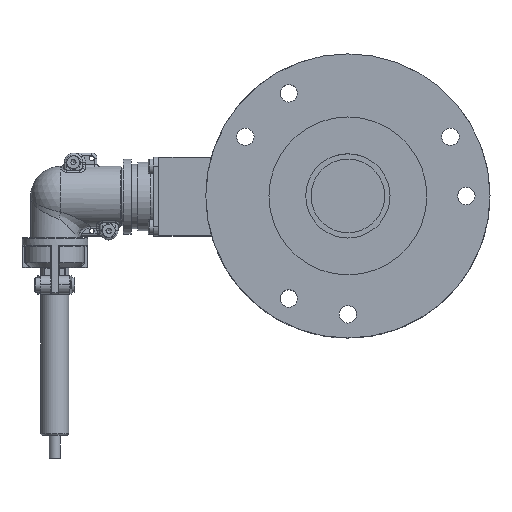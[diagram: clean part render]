
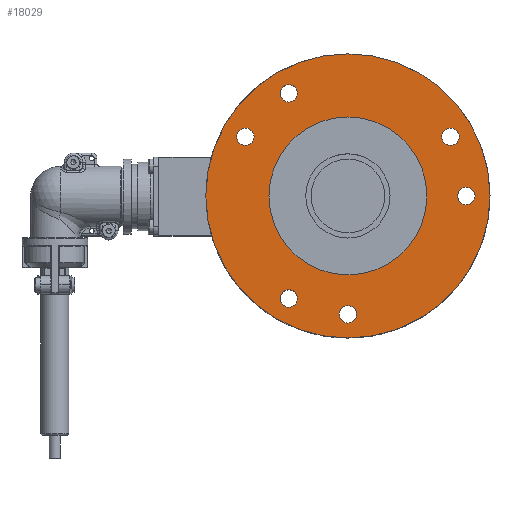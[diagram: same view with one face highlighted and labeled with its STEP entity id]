
A CAD part, top view. The second image highlights one B-rep face of the part: STEP entity #18029.
In plain terms, the highlighted planar face has unit normal (0, 0, 1).
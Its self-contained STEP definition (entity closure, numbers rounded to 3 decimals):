
#463 = CARTESIAN_POINT ( 'NONE',  ( 38.971, 22.5, 4.25 ) ) ;
#1248 = FACE_BOUND ( 'NONE', #18439, .T. ) ;
#1451 = DIRECTION ( 'NONE',  ( 0., -1., 0. ) ) ;
#1658 = EDGE_LOOP ( 'NONE', ( #9274 ) ) ;
#2079 = EDGE_LOOP ( 'NONE', ( #4048 ) ) ;
#2121 = AXIS2_PLACEMENT_3D ( 'NONE', #15932, #5582, #16033 ) ;
#2438 = DIRECTION ( 'NONE',  ( 0., 0., -1. ) ) ;
#2484 = AXIS2_PLACEMENT_3D ( 'NONE', #20083, #4805, #1451 ) ;
#2488 = CARTESIAN_POINT ( 'NONE',  ( -38.971, 19.2, 4.25 ) ) ;
#2510 = ORIENTED_EDGE ( 'NONE', *, *, #19894, .T. ) ;
#2824 = VERTEX_POINT ( 'NONE', #21107 ) ;
#3059 = AXIS2_PLACEMENT_3D ( 'NONE', #9450, #16449, #8013 ) ;
#3252 = EDGE_CURVE ( 'NONE', #12702, #12702, #19063, .T. ) ;
#3312 = AXIS2_PLACEMENT_3D ( 'NONE', #19152, #15496, #3878 ) ;
#3481 = DIRECTION ( 'NONE',  ( 0., -1., 0. ) ) ;
#3663 = DIRECTION ( 'NONE',  ( 0., -1., 0. ) ) ;
#3878 = DIRECTION ( 'NONE',  ( 0., -1., 0. ) ) ;
#4048 = ORIENTED_EDGE ( 'NONE', *, *, #20500, .T. ) ;
#4204 = EDGE_LOOP ( 'NONE', ( #9892 ) ) ;
#4701 = CIRCLE ( 'NONE', #7216, 3.3 ) ;
#4805 = DIRECTION ( 'NONE',  ( 0., 0., -1. ) ) ;
#5110 = CIRCLE ( 'NONE', #17567, 3.3 ) ;
#5158 = DIRECTION ( 'NONE',  ( 0., 0., -1. ) ) ;
#5429 = AXIS2_PLACEMENT_3D ( 'NONE', #8300, #5158, #3481 ) ;
#5582 = DIRECTION ( 'NONE',  ( 0., 0., 1. ) ) ;
#5962 = VERTEX_POINT ( 'NONE', #15976 ) ;
#6371 = EDGE_LOOP ( 'NONE', ( #2510 ) ) ;
#6382 = FACE_BOUND ( 'NONE', #2079, .T. ) ;
#6492 = FACE_OUTER_BOUND ( 'NONE', #21639, .T. ) ;
#6985 = VERTEX_POINT ( 'NONE', #13768 ) ;
#7216 = AXIS2_PLACEMENT_3D ( 'NONE', #463, #14061, #20861 ) ;
#7357 = EDGE_LOOP ( 'NONE', ( #8276 ) ) ;
#7541 = AXIS2_PLACEMENT_3D ( 'NONE', #17596, #12456, #3663 ) ;
#7643 = CARTESIAN_POINT ( 'NONE',  ( 45., -3.3, 4.25 ) ) ;
#7945 = EDGE_LOOP ( 'NONE', ( #11463 ) ) ;
#8013 = DIRECTION ( 'NONE',  ( 0., -1., 0. ) ) ;
#8172 = FACE_BOUND ( 'NONE', #1658, .T. ) ;
#8276 = ORIENTED_EDGE ( 'NONE', *, *, #18218, .F. ) ;
#8300 = CARTESIAN_POINT ( 'NONE',  ( 45., 0., 4.25 ) ) ;
#9274 = ORIENTED_EDGE ( 'NONE', *, *, #3252, .T. ) ;
#9306 = VERTEX_POINT ( 'NONE', #7643 ) ;
#9450 = CARTESIAN_POINT ( 'NONE',  ( 0., -45., 4.25 ) ) ;
#9892 = ORIENTED_EDGE ( 'NONE', *, *, #21726, .T. ) ;
#9969 = VERTEX_POINT ( 'NONE', #16410 ) ;
#11463 = ORIENTED_EDGE ( 'NONE', *, *, #17099, .T. ) ;
#11498 = FACE_BOUND ( 'NONE', #4204, .T. ) ;
#11730 = CIRCLE ( 'NONE', #2121, 30. ) ;
#12208 = CIRCLE ( 'NONE', #3312, 3.3 ) ;
#12456 = DIRECTION ( 'NONE',  ( 0., 0., -1. ) ) ;
#12702 = VERTEX_POINT ( 'NONE', #19594 ) ;
#12811 = DIRECTION ( 'NONE',  ( 0., -1., 0. ) ) ;
#13289 = PLANE ( 'NONE',  #2484 ) ;
#13768 = CARTESIAN_POINT ( 'NONE',  ( -22.5, -42.271, 4.25 ) ) ;
#13909 = AXIS2_PLACEMENT_3D ( 'NONE', #15426, #18535, #20318 ) ;
#14061 = DIRECTION ( 'NONE',  ( 0., 0., -1. ) ) ;
#15426 = CARTESIAN_POINT ( 'NONE',  ( 0., 0., 4.25 ) ) ;
#15496 = DIRECTION ( 'NONE',  ( 0., 0., -1. ) ) ;
#15932 = CARTESIAN_POINT ( 'NONE',  ( 0., 0., 4.25 ) ) ;
#15976 = CARTESIAN_POINT ( 'NONE',  ( 0., 54., 4.25 ) ) ;
#16033 = DIRECTION ( 'NONE',  ( 0., 1., 0. ) ) ;
#16379 = CIRCLE ( 'NONE', #13909, 54. ) ;
#16410 = CARTESIAN_POINT ( 'NONE',  ( 38.971, 19.2, 4.25 ) ) ;
#16449 = DIRECTION ( 'NONE',  ( 0., 0., -1. ) ) ;
#16513 = FACE_BOUND ( 'NONE', #6371, .T. ) ;
#16805 = CIRCLE ( 'NONE', #5429, 3.3 ) ;
#17099 = EDGE_CURVE ( 'NONE', #6985, #6985, #5110, .T. ) ;
#17567 = AXIS2_PLACEMENT_3D ( 'NONE', #17820, #2438, #12811 ) ;
#17596 = CARTESIAN_POINT ( 'NONE',  ( -38.971, 22.5, 4.25 ) ) ;
#17637 = EDGE_CURVE ( 'NONE', #5962, #5962, #16379, .T. ) ;
#17820 = CARTESIAN_POINT ( 'NONE',  ( -22.5, -38.971, 4.25 ) ) ;
#18029 = ADVANCED_FACE ( 'NONE', ( #16513, #1248, #8172, #21641, #6382, #11498, #18302, #6492 ), #13289, .F. ) ;
#18218 = EDGE_CURVE ( 'NONE', #2824, #2824, #11730, .T. ) ;
#18302 = FACE_BOUND ( 'NONE', #7357, .T. ) ;
#18324 = CARTESIAN_POINT ( 'NONE',  ( -22.5, 35.671, 4.25 ) ) ;
#18439 = EDGE_LOOP ( 'NONE', ( #20964 ) ) ;
#18535 = DIRECTION ( 'NONE',  ( 0., 0., 1. ) ) ;
#19063 = CIRCLE ( 'NONE', #3059, 3.3 ) ;
#19152 = CARTESIAN_POINT ( 'NONE',  ( -22.5, 38.971, 4.25 ) ) ;
#19441 = VERTEX_POINT ( 'NONE', #2488 ) ;
#19594 = CARTESIAN_POINT ( 'NONE',  ( 0., -48.3, 4.25 ) ) ;
#19894 = EDGE_CURVE ( 'NONE', #19441, #19441, #21049, .T. ) ;
#20083 = CARTESIAN_POINT ( 'NONE',  ( -30., 0., 4.25 ) ) ;
#20318 = DIRECTION ( 'NONE',  ( 0., 1., 0. ) ) ;
#20500 = EDGE_CURVE ( 'NONE', #9306, #9306, #16805, .T. ) ;
#20861 = DIRECTION ( 'NONE',  ( 0., -1., 0. ) ) ;
#20874 = ORIENTED_EDGE ( 'NONE', *, *, #17637, .T. ) ;
#20931 = EDGE_CURVE ( 'NONE', #21558, #21558, #12208, .T. ) ;
#20964 = ORIENTED_EDGE ( 'NONE', *, *, #20931, .T. ) ;
#21049 = CIRCLE ( 'NONE', #7541, 3.3 ) ;
#21107 = CARTESIAN_POINT ( 'NONE',  ( 0., 30., 4.25 ) ) ;
#21558 = VERTEX_POINT ( 'NONE', #18324 ) ;
#21639 = EDGE_LOOP ( 'NONE', ( #20874 ) ) ;
#21641 = FACE_BOUND ( 'NONE', #7945, .T. ) ;
#21726 = EDGE_CURVE ( 'NONE', #9969, #9969, #4701, .T. ) ;
